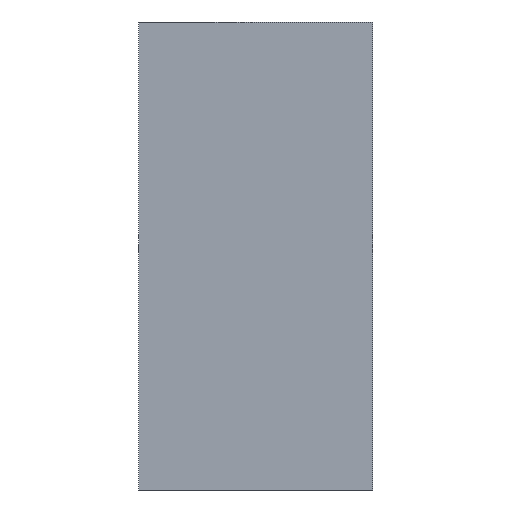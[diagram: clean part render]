
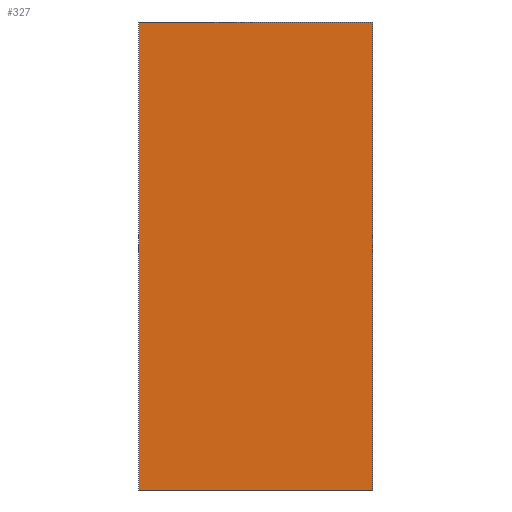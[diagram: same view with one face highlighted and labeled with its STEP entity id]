
A CAD part, left-side view. The second image highlights one B-rep face of the part: STEP entity #327.
In plain terms, the highlighted planar face has unit normal (-1, 0, 0).
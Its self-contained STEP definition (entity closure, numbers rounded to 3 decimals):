
#1 = DIRECTION ( 'NONE',  ( 0., 1., 0. ) ) ;
#4 = LINE ( 'NONE', #339, #198 ) ;
#11 = CARTESIAN_POINT ( 'NONE',  ( -50., -25., -25. ) ) ;
#23 = VERTEX_POINT ( 'NONE', #220 ) ;
#27 = EDGE_CURVE ( 'NONE', #118, #248, #4, .T. ) ;
#41 = CARTESIAN_POINT ( 'NONE',  ( -50., -25., -25. ) ) ;
#93 = DIRECTION ( 'NONE',  ( 0., 0., 1. ) ) ;
#118 = VERTEX_POINT ( 'NONE', #41 ) ;
#119 = CARTESIAN_POINT ( 'NONE',  ( -50., -25., 25. ) ) ;
#124 = LINE ( 'NONE', #119, #544 ) ;
#129 = EDGE_CURVE ( 'NONE', #248, #23, #504, .T. ) ;
#144 = EDGE_CURVE ( 'NONE', #189, #23, #124, .T. ) ;
#149 = EDGE_LOOP ( 'NONE', ( #318, #493, #330, #378 ) ) ;
#176 = EDGE_CURVE ( 'NONE', #118, #189, #478, .T. ) ;
#178 = CARTESIAN_POINT ( 'NONE',  ( -50., -25., 25. ) ) ;
#189 = VERTEX_POINT ( 'NONE', #178 ) ;
#198 = VECTOR ( 'NONE', #1, 1000. ) ;
#218 = CARTESIAN_POINT ( 'NONE',  ( -50., 0., -25. ) ) ;
#220 = CARTESIAN_POINT ( 'NONE',  ( -50., 0., 25. ) ) ;
#248 = VERTEX_POINT ( 'NONE', #218 ) ;
#298 = DIRECTION ( 'NONE',  ( 0., 1., 0. ) ) ;
#310 = CARTESIAN_POINT ( 'NONE',  ( -50., -25., -25. ) ) ;
#317 = DIRECTION ( 'NONE',  ( -1., 0., 0. ) ) ;
#318 = ORIENTED_EDGE ( 'NONE', *, *, #129, .F. ) ;
#326 = PLANE ( 'NONE',  #364 ) ;
#327 = ADVANCED_FACE ( 'NONE', ( #399 ), #326, .T. ) ;
#330 = ORIENTED_EDGE ( 'NONE', *, *, #176, .T. ) ;
#339 = CARTESIAN_POINT ( 'NONE',  ( -50., -25., -25. ) ) ;
#364 = AXIS2_PLACEMENT_3D ( 'NONE', #11, #317, #442 ) ;
#378 = ORIENTED_EDGE ( 'NONE', *, *, #144, .T. ) ;
#382 = DIRECTION ( 'NONE',  ( 0., 0., 1. ) ) ;
#399 = FACE_OUTER_BOUND ( 'NONE', #149, .T. ) ;
#419 = CARTESIAN_POINT ( 'NONE',  ( -50., 0., -25. ) ) ;
#442 = DIRECTION ( 'NONE',  ( 0., 0., 1. ) ) ;
#446 = VECTOR ( 'NONE', #382, 1000. ) ;
#478 = LINE ( 'NONE', #310, #500 ) ;
#493 = ORIENTED_EDGE ( 'NONE', *, *, #27, .F. ) ;
#500 = VECTOR ( 'NONE', #93, 1000. ) ;
#504 = LINE ( 'NONE', #419, #446 ) ;
#544 = VECTOR ( 'NONE', #298, 1000. ) ;
